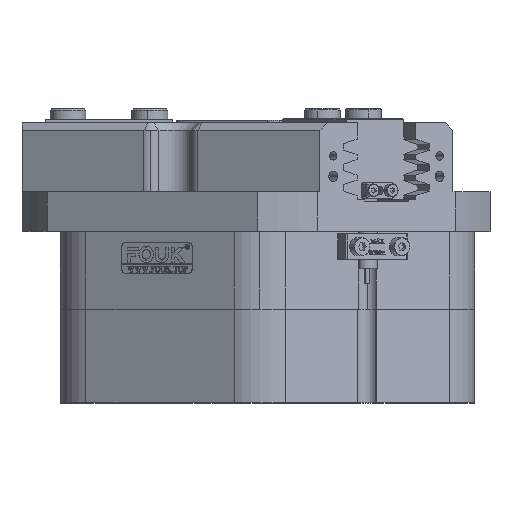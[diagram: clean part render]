
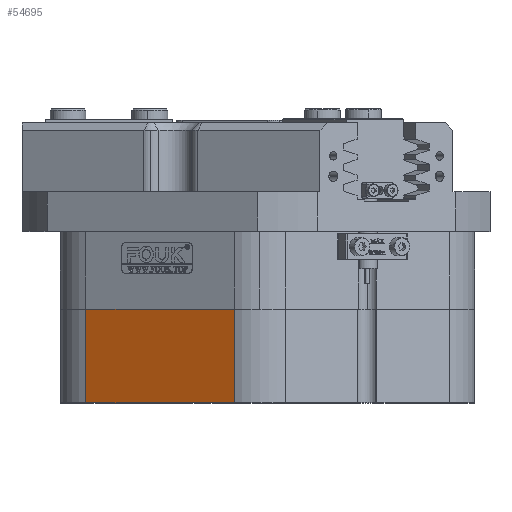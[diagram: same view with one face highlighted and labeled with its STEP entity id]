
A CAD part, top view. The second image highlights one B-rep face of the part: STEP entity #54695.
In plain terms, the highlighted face is planar.
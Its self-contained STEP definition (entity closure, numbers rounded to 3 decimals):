
#5076 = LINE ( 'NONE', #19179, #26260 ) ;
#6467 = DIRECTION ( 'NONE',  ( -0.866, 0., -0.5 ) ) ;
#7697 = LINE ( 'NONE', #18722, #51366 ) ;
#8176 = DIRECTION ( 'NONE',  ( 0.5, 0., -0.866 ) ) ;
#8363 = AXIS2_PLACEMENT_3D ( 'NONE', #12979, #8176, #34049 ) ;
#9037 = LINE ( 'NONE', #52529, #36146 ) ;
#11938 = VERTEX_POINT ( 'NONE', #32568 ) ;
#12441 = LINE ( 'NONE', #22864, #36940 ) ;
#12925 = EDGE_CURVE ( 'NONE', #33700, #49587, #12441, .T. ) ;
#12979 = CARTESIAN_POINT ( 'NONE',  ( 164., 0., 0. ) ) ;
#13995 = EDGE_CURVE ( 'NONE', #45279, #49587, #9037, .T. ) ;
#18722 = CARTESIAN_POINT ( 'NONE',  ( 41., 0., -71.014 ) ) ;
#18865 = ORIENTED_EDGE ( 'NONE', *, *, #13995, .F. ) ;
#19179 = CARTESIAN_POINT ( 'NONE',  ( 70., 0., -54.271 ) ) ;
#19586 = CARTESIAN_POINT ( 'NONE',  ( 12., 0., -87.757 ) ) ;
#19632 = EDGE_CURVE ( 'NONE', #45279, #11938, #5076, .T. ) ;
#22864 = CARTESIAN_POINT ( 'NONE',  ( 12., 0., -87.757 ) ) ;
#22959 = DIRECTION ( 'NONE',  ( -0.866, 0., -0.5 ) ) ;
#26260 = VECTOR ( 'NONE', #32102, 1000. ) ;
#29990 = PLANE ( 'NONE',  #8363 ) ;
#32102 = DIRECTION ( 'NONE',  ( 0., -1., 0. ) ) ;
#32568 = CARTESIAN_POINT ( 'NONE',  ( 70., 0., -54.271 ) ) ;
#33700 = VERTEX_POINT ( 'NONE', #19586 ) ;
#34049 = DIRECTION ( 'NONE',  ( -0.866, 0., -0.5 ) ) ;
#34210 = CARTESIAN_POINT ( 'NONE',  ( 70., 36.5, -54.271 ) ) ;
#35051 = DIRECTION ( 'NONE',  ( 0., 1., 0. ) ) ;
#36146 = VECTOR ( 'NONE', #6467, 1000. ) ;
#36526 = EDGE_CURVE ( 'NONE', #11938, #33700, #7697, .T. ) ;
#36940 = VECTOR ( 'NONE', #35051, 1000. ) ;
#37366 = CARTESIAN_POINT ( 'NONE',  ( 12., 36.5, -87.757 ) ) ;
#43574 = FACE_OUTER_BOUND ( 'NONE', #54686, .T. ) ;
#44464 = ORIENTED_EDGE ( 'NONE', *, *, #12925, .T. ) ;
#45279 = VERTEX_POINT ( 'NONE', #34210 ) ;
#49587 = VERTEX_POINT ( 'NONE', #37366 ) ;
#51366 = VECTOR ( 'NONE', #22959, 1000. ) ;
#51789 = ORIENTED_EDGE ( 'NONE', *, *, #19632, .T. ) ;
#52529 = CARTESIAN_POINT ( 'NONE',  ( 164., 36.5, 0. ) ) ;
#53904 = ORIENTED_EDGE ( 'NONE', *, *, #36526, .T. ) ;
#54686 = EDGE_LOOP ( 'NONE', ( #18865, #51789, #53904, #44464 ) ) ;
#54695 = ADVANCED_FACE ( 'NONE', ( #43574 ), #29990, .T. ) ;
